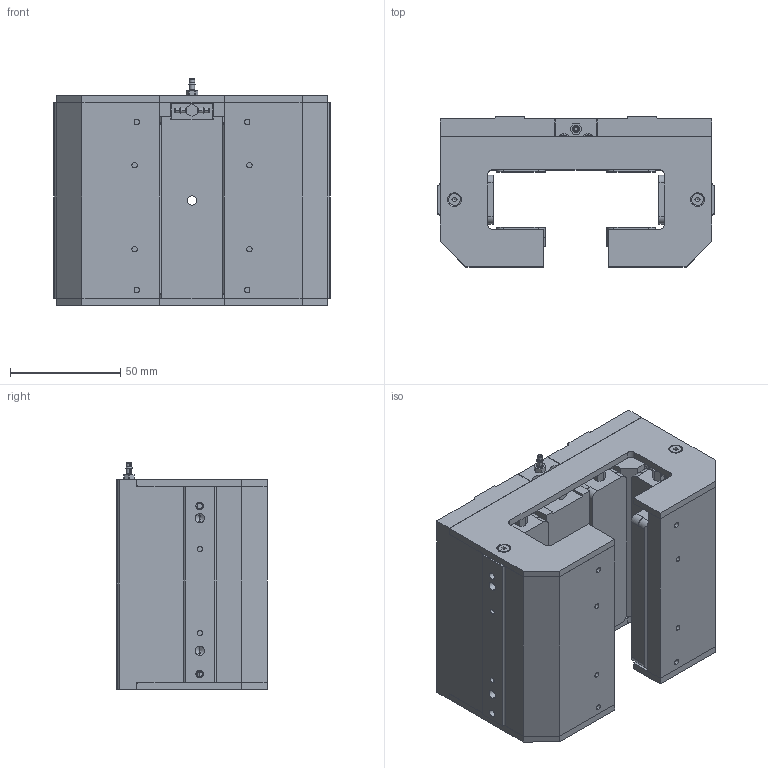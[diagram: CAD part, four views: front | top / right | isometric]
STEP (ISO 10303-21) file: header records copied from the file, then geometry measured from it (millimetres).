
FILE_DESCRIPTION (( 'STEP AP214' ), '1' );
FILE_NAME ('44S75U01_AirwayTruck_SolidModel.STEP', '2016-01-13T20:32:47', ( '' ), ( '' ), 'SwSTEP 2.0', 'SolidWorks 2015', '' );
FILE_SCHEMA (( 'AUTOMOTIVE_DESIGN' ));
Length unit declared in the file: inch
Products named in the file (1): 44S75U01_AirwayTruck_SolidModel
Bounding box: 125 x 68 x 102.7 mm (x, y, z)
Volume: 509902.2 mm3; surface area: 126531 mm2
Topology: 18 solids, 24 shells, 1184 faces, 3008 edges, 1895 vertices
Faces by surface type: plane 568, cylinder 416, cone 132, torus 68
Entity records: 51353 total; most frequent: CARTESIAN_POINT 6826, DIRECTION 6222, ORIENTED_EDGE 5924, EDGE_CURVE 2962, AXIS2_PLACEMENT_3D 2247, VERTEX_POINT 1895, VECTOR 1728, LINE 1728
